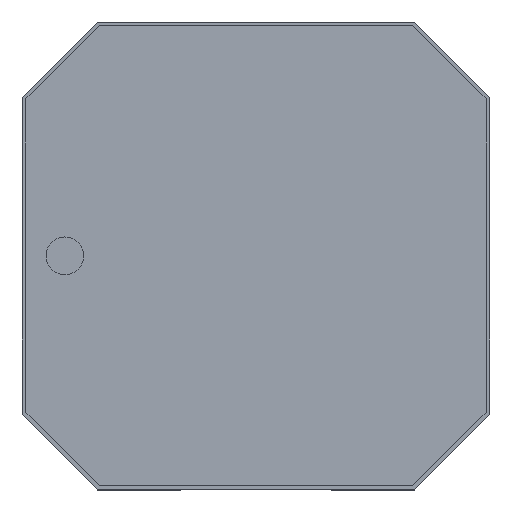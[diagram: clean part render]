
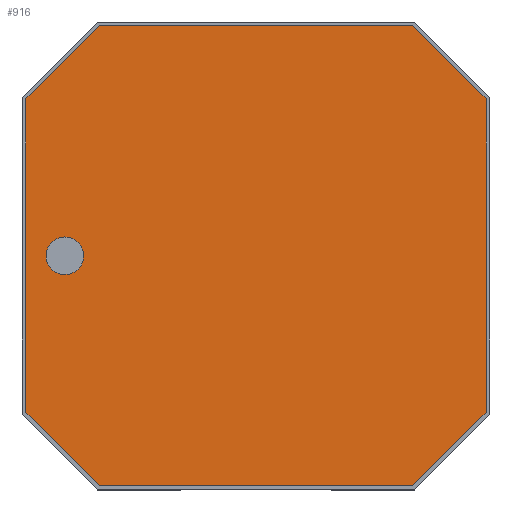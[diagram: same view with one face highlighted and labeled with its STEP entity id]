
A CAD part, top view. The second image highlights one B-rep face of the part: STEP entity #916.
In plain terms, the highlighted planar face has unit normal (0, 0, 1).
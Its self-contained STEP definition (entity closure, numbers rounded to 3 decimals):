
#17=FACE_BOUND('',#131,.T.);
#18=CIRCLE('',#961,0.25);
#79=FACE_OUTER_BOUND('',#130,.T.);
#130=EDGE_LOOP('',(#811,#812,#813,#814,#815,#816,#817,#818));
#131=EDGE_LOOP('',(#819));
#230=LINE('',#1408,#350);
#233=LINE('',#1414,#353);
#236=LINE('',#1420,#356);
#239=LINE('',#1426,#359);
#242=LINE('',#1432,#362);
#245=LINE('',#1438,#365);
#248=LINE('',#1444,#368);
#251=LINE('',#1448,#371);
#350=VECTOR('',#1157,1.373);
#353=VECTOR('',#1162,4.165);
#356=VECTOR('',#1167,1.373);
#359=VECTOR('',#1172,4.165);
#362=VECTOR('',#1177,1.373);
#365=VECTOR('',#1182,4.165);
#368=VECTOR('',#1187,1.373);
#371=VECTOR('',#1192,4.165);
#436=VERTEX_POINT('',#1397);
#440=VERTEX_POINT('',#1405);
#441=VERTEX_POINT('',#1407);
#443=VERTEX_POINT('',#1413);
#445=VERTEX_POINT('',#1419);
#447=VERTEX_POINT('',#1425);
#449=VERTEX_POINT('',#1431);
#451=VERTEX_POINT('',#1437);
#453=VERTEX_POINT('',#1443);
#550=EDGE_CURVE('',#436,#436,#18,.T.);
#554=EDGE_CURVE('',#441,#440,#230,.T.);
#557=EDGE_CURVE('',#443,#441,#233,.T.);
#560=EDGE_CURVE('',#445,#443,#236,.T.);
#563=EDGE_CURVE('',#447,#445,#239,.T.);
#566=EDGE_CURVE('',#449,#447,#242,.T.);
#569=EDGE_CURVE('',#451,#449,#245,.T.);
#572=EDGE_CURVE('',#453,#451,#248,.T.);
#575=EDGE_CURVE('',#440,#453,#251,.T.);
#811=ORIENTED_EDGE('',*,*,#575,.T.);
#812=ORIENTED_EDGE('',*,*,#572,.T.);
#813=ORIENTED_EDGE('',*,*,#569,.T.);
#814=ORIENTED_EDGE('',*,*,#566,.T.);
#815=ORIENTED_EDGE('',*,*,#563,.T.);
#816=ORIENTED_EDGE('',*,*,#560,.T.);
#817=ORIENTED_EDGE('',*,*,#557,.T.);
#818=ORIENTED_EDGE('',*,*,#554,.T.);
#819=ORIENTED_EDGE('',*,*,#550,.T.);
#867=PLANE('',#972);
#916=ADVANCED_FACE('',(#79,#17),#867,.T.);
#961=AXIS2_PLACEMENT_3D('',#1398,#1149,#1150);
#972=AXIS2_PLACEMENT_3D('',#1450,#1195,#1196);
#1149=DIRECTION('center_axis',(0.,0.,-1.));
#1150=DIRECTION('ref_axis',(-1.,0.,0.));
#1157=DIRECTION('',(-0.707,0.707,0.));
#1162=DIRECTION('',(0.,1.,0.));
#1167=DIRECTION('',(0.707,0.707,0.));
#1172=DIRECTION('',(1.,0.,0.));
#1177=DIRECTION('',(0.707,-0.707,0.));
#1182=DIRECTION('',(0.,-1.,0.));
#1187=DIRECTION('',(-0.707,-0.707,0.));
#1192=DIRECTION('',(-1.,0.,0.));
#1195=DIRECTION('center_axis',(0.,0.,1.));
#1196=DIRECTION('ref_axis',(1.,0.,0.));
#1397=CARTESIAN_POINT('',(-2.287,0.,3.5));
#1398=CARTESIAN_POINT('Origin',(-2.537,0.,
3.5));
#1405=CARTESIAN_POINT('',(2.082,3.053,3.5));
#1407=CARTESIAN_POINT('',(3.053,2.082,3.5));
#1408=CARTESIAN_POINT('',(2.082,3.053,3.5));
#1413=CARTESIAN_POINT('',(3.053,-2.082,3.5));
#1414=CARTESIAN_POINT('',(3.053,2.082,3.5));
#1419=CARTESIAN_POINT('',(2.082,-3.053,3.5));
#1420=CARTESIAN_POINT('',(3.053,-2.082,3.5));
#1425=CARTESIAN_POINT('',(-2.082,-3.053,3.5));
#1426=CARTESIAN_POINT('',(2.082,-3.053,3.5));
#1431=CARTESIAN_POINT('',(-3.053,-2.082,3.5));
#1432=CARTESIAN_POINT('',(-2.082,-3.053,3.5));
#1437=CARTESIAN_POINT('',(-3.053,2.082,3.5));
#1438=CARTESIAN_POINT('',(-3.053,-2.082,3.5));
#1443=CARTESIAN_POINT('',(-2.082,3.053,3.5));
#1444=CARTESIAN_POINT('',(-3.053,2.082,3.5));
#1448=CARTESIAN_POINT('',(-2.082,3.053,3.5));
#1450=CARTESIAN_POINT('Origin',(0.,0.,
3.5));
